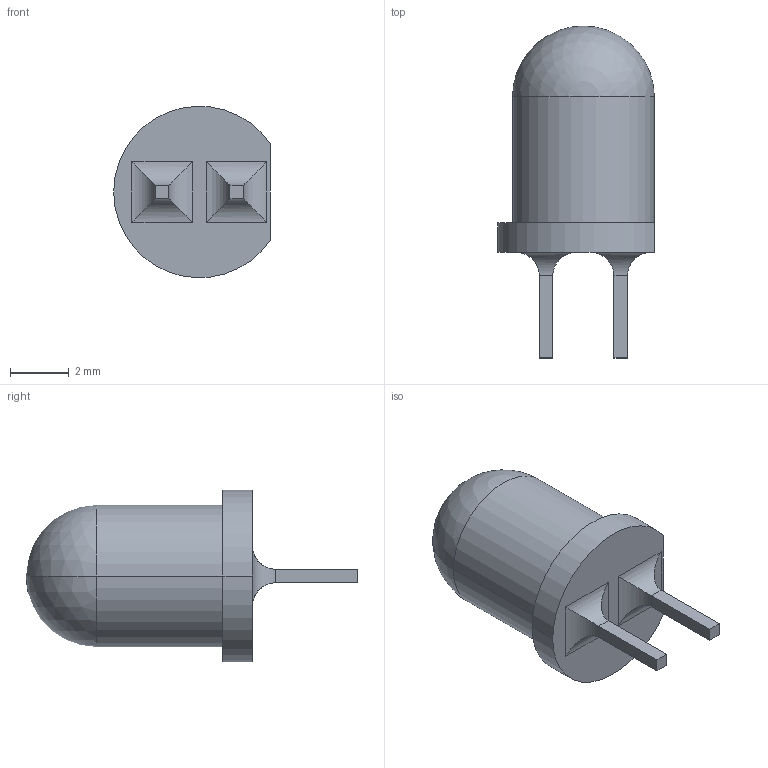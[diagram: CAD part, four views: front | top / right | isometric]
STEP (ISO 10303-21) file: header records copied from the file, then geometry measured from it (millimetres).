
FILE_DESCRIPTION (( 'STEP AP214' ), '1' );
FILE_NAME ('521-9465.STEP', '2013-04-01T09:32:03', ( 'Tester2' ), ( '' ), 'SwSTEP 2.0', 'SolidWorks 2012', '' );
FILE_SCHEMA (( 'AUTOMOTIVE_DESIGN' ));
Length unit declared in the file: millimetre
Products named in the file (1): 521-9465
Bounding box: 5.33 x 11.31 x 5.83 mm (x, y, z)
Volume: 136.3 mm3; surface area: 165.7 mm2
Topology: 1 solids, 1 shells, 27 faces, 62 edges, 37 vertices
Faces by surface type: plane 13, cylinder 12, sphere 2
Entity records: 858 total; most frequent: CARTESIAN_POINT 145, ORIENTED_EDGE 116, DIRECTION 116, EDGE_CURVE 58, LINE 40, VECTOR 40, AXIS2_PLACEMENT_3D 38, VERTEX_POINT 35
